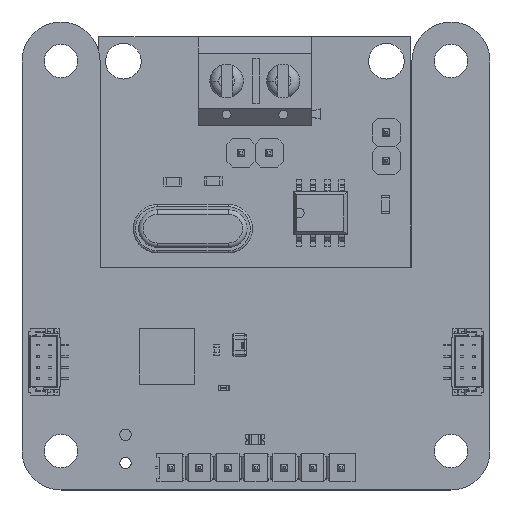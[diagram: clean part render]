
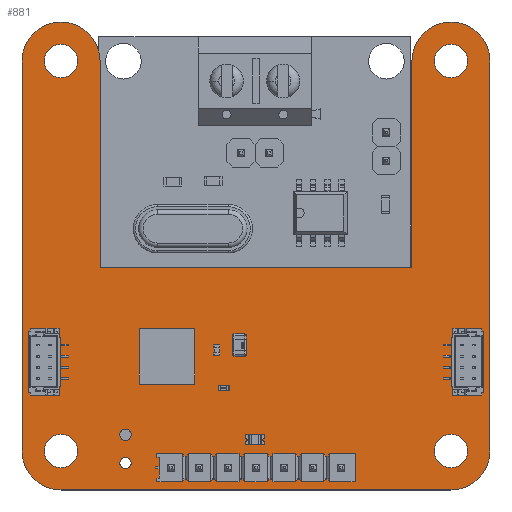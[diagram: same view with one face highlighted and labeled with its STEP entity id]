
A CAD part, top view. The second image highlights one B-rep face of the part: STEP entity #881.
In plain terms, the highlighted planar face has unit normal (0, 0, 1).
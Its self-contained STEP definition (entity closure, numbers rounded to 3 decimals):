
#84 = VERTEX_POINT('',#85);
#85 = CARTESIAN_POINT('',(0.,3.5,0.197));
#91 = EDGE_CURVE('',#84,#92,#94,.T.);
#92 = VERTEX_POINT('',#93);
#93 = CARTESIAN_POINT('',(0.,38.5,0.197));
#94 = LINE('',#95,#96);
#95 = CARTESIAN_POINT('',(0.,3.5,0.197));
#96 = VECTOR('',#97,1.);
#97 = DIRECTION('',(0.,1.,0.));
#122 = EDGE_CURVE('',#92,#123,#125,.T.);
#123 = VERTEX_POINT('',#124);
#124 = CARTESIAN_POINT('',(7.,38.5,0.197));
#125 = CIRCLE('',#126,3.5);
#126 = AXIS2_PLACEMENT_3D('',#127,#128,#129);
#127 = CARTESIAN_POINT('',(3.5,38.5,0.197));
#128 = DIRECTION('',(0.,0.,-1.));
#129 = DIRECTION('',(-1.,0.,0.));
#155 = EDGE_CURVE('',#123,#156,#158,.T.);
#156 = VERTEX_POINT('',#157);
#157 = CARTESIAN_POINT('',(7.,20.,0.197));
#158 = LINE('',#159,#160);
#159 = CARTESIAN_POINT('',(7.,38.5,0.197));
#160 = VECTOR('',#161,1.);
#161 = DIRECTION('',(0.,-1.,0.));
#186 = EDGE_CURVE('',#156,#187,#189,.T.);
#187 = VERTEX_POINT('',#188);
#188 = CARTESIAN_POINT('',(35.,20.,0.197));
#189 = LINE('',#190,#191);
#190 = CARTESIAN_POINT('',(7.,20.,0.197));
#191 = VECTOR('',#192,1.);
#192 = DIRECTION('',(1.,0.,0.));
#217 = EDGE_CURVE('',#187,#218,#220,.T.);
#218 = VERTEX_POINT('',#219);
#219 = CARTESIAN_POINT('',(35.,38.5,0.197));
#220 = LINE('',#221,#222);
#221 = CARTESIAN_POINT('',(35.,20.,0.197));
#222 = VECTOR('',#223,1.);
#223 = DIRECTION('',(0.,1.,0.));
#248 = EDGE_CURVE('',#218,#249,#251,.T.);
#249 = VERTEX_POINT('',#250);
#250 = CARTESIAN_POINT('',(42.,38.5,0.197));
#251 = CIRCLE('',#252,3.5);
#252 = AXIS2_PLACEMENT_3D('',#253,#254,#255);
#253 = CARTESIAN_POINT('',(38.5,38.5,0.197));
#254 = DIRECTION('',(0.,0.,-1.));
#255 = DIRECTION('',(-1.,0.,0.));
#281 = EDGE_CURVE('',#249,#282,#284,.T.);
#282 = VERTEX_POINT('',#283);
#283 = CARTESIAN_POINT('',(42.,3.5,0.197));
#284 = LINE('',#285,#286);
#285 = CARTESIAN_POINT('',(42.,38.5,0.197));
#286 = VECTOR('',#287,1.);
#287 = DIRECTION('',(0.,-1.,0.));
#312 = EDGE_CURVE('',#282,#313,#315,.T.);
#313 = VERTEX_POINT('',#314);
#314 = CARTESIAN_POINT('',(38.5,0.,0.197));
#315 = CIRCLE('',#316,3.5);
#316 = AXIS2_PLACEMENT_3D('',#317,#318,#319);
#317 = CARTESIAN_POINT('',(38.5,3.5,0.197));
#318 = DIRECTION('',(0.,0.,-1.));
#319 = DIRECTION('',(1.,0.,0.));
#345 = EDGE_CURVE('',#313,#346,#348,.T.);
#346 = VERTEX_POINT('',#347);
#347 = CARTESIAN_POINT('',(3.5,0.,0.197));
#348 = LINE('',#349,#350);
#349 = CARTESIAN_POINT('',(38.5,0.,0.197));
#350 = VECTOR('',#351,1.);
#351 = DIRECTION('',(-1.,0.,0.));
#376 = EDGE_CURVE('',#346,#84,#377,.T.);
#377 = CIRCLE('',#378,3.5);
#378 = AXIS2_PLACEMENT_3D('',#379,#380,#381);
#379 = CARTESIAN_POINT('',(3.5,3.5,0.197));
#380 = DIRECTION('',(0.,0.,-1.));
#381 = DIRECTION('',(0.,-1.,0.));
#402 = VERTEX_POINT('',#403);
#403 = CARTESIAN_POINT('',(9.798,2.42,0.197));
#409 = EDGE_CURVE('',#402,#402,#410,.T.);
#410 = CIRCLE('',#411,0.508);
#411 = AXIS2_PLACEMENT_3D('',#412,#413,#414);
#412 = CARTESIAN_POINT('',(9.29,2.42,0.197));
#413 = DIRECTION('',(0.,0.,1.));
#414 = DIRECTION('',(1.,0.,-0.));
#435 = VERTEX_POINT('',#436);
#436 = CARTESIAN_POINT('',(16.43,2.,0.197));
#442 = EDGE_CURVE('',#435,#435,#443,.T.);
#443 = CIRCLE('',#444,0.51);
#444 = AXIS2_PLACEMENT_3D('',#445,#446,#447);
#445 = CARTESIAN_POINT('',(15.92,2.,0.197));
#446 = DIRECTION('',(0.,0.,1.));
#447 = DIRECTION('',(1.,0.,-0.));
#468 = VERTEX_POINT('',#469);
#469 = CARTESIAN_POINT('',(13.89,2.,0.197));
#475 = EDGE_CURVE('',#468,#468,#476,.T.);
#476 = CIRCLE('',#477,0.51);
#477 = AXIS2_PLACEMENT_3D('',#478,#479,#480);
#478 = CARTESIAN_POINT('',(13.38,2.,0.197));
#479 = DIRECTION('',(0.,0.,1.));
#480 = DIRECTION('',(1.,0.,-0.));
#501 = VERTEX_POINT('',#502);
#502 = CARTESIAN_POINT('',(5.,38.5,0.197));
#508 = EDGE_CURVE('',#501,#501,#509,.T.);
#509 = CIRCLE('',#510,1.5);
#510 = AXIS2_PLACEMENT_3D('',#511,#512,#513);
#511 = CARTESIAN_POINT('',(3.5,38.5,0.197));
#512 = DIRECTION('',(0.,0.,1.));
#513 = DIRECTION('',(1.,0.,-0.));
#534 = VERTEX_POINT('',#535);
#535 = CARTESIAN_POINT('',(5.,3.5,0.197));
#541 = EDGE_CURVE('',#534,#534,#542,.T.);
#542 = CIRCLE('',#543,1.5);
#543 = AXIS2_PLACEMENT_3D('',#544,#545,#546);
#544 = CARTESIAN_POINT('',(3.5,3.5,0.197));
#545 = DIRECTION('',(0.,0.,1.));
#546 = DIRECTION('',(1.,0.,-0.));
#567 = VERTEX_POINT('',#568);
#568 = CARTESIAN_POINT('',(9.798,4.96,0.197));
#574 = EDGE_CURVE('',#567,#567,#575,.T.);
#575 = CIRCLE('',#576,0.508);
#576 = AXIS2_PLACEMENT_3D('',#577,#578,#579);
#577 = CARTESIAN_POINT('',(9.29,4.96,0.197));
#578 = DIRECTION('',(0.,0.,1.));
#579 = DIRECTION('',(1.,0.,-0.));
#600 = VERTEX_POINT('',#601);
#601 = CARTESIAN_POINT('',(18.97,2.,0.197));
#607 = EDGE_CURVE('',#600,#600,#608,.T.);
#608 = CIRCLE('',#609,0.51);
#609 = AXIS2_PLACEMENT_3D('',#610,#611,#612);
#610 = CARTESIAN_POINT('',(18.46,2.,0.197));
#611 = DIRECTION('',(0.,0.,1.));
#612 = DIRECTION('',(1.,0.,-0.));
#633 = VERTEX_POINT('',#634);
#634 = CARTESIAN_POINT('',(24.05,2.,0.197));
#640 = EDGE_CURVE('',#633,#633,#641,.T.);
#641 = CIRCLE('',#642,0.51);
#642 = AXIS2_PLACEMENT_3D('',#643,#644,#645);
#643 = CARTESIAN_POINT('',(23.54,2.,0.197));
#644 = DIRECTION('',(0.,0.,1.));
#645 = DIRECTION('',(1.,0.,-0.));
#666 = VERTEX_POINT('',#667);
#667 = CARTESIAN_POINT('',(21.51,2.,0.197));
#673 = EDGE_CURVE('',#666,#666,#674,.T.);
#674 = CIRCLE('',#675,0.51);
#675 = AXIS2_PLACEMENT_3D('',#676,#677,#678);
#676 = CARTESIAN_POINT('',(21.,2.,0.197));
#677 = DIRECTION('',(0.,0.,1.));
#678 = DIRECTION('',(1.,0.,-0.));
#699 = VERTEX_POINT('',#700);
#700 = CARTESIAN_POINT('',(29.13,2.,0.197));
#706 = EDGE_CURVE('',#699,#699,#707,.T.);
#707 = CIRCLE('',#708,0.51);
#708 = AXIS2_PLACEMENT_3D('',#709,#710,#711);
#709 = CARTESIAN_POINT('',(28.62,2.,0.197));
#710 = DIRECTION('',(0.,0.,1.));
#711 = DIRECTION('',(1.,0.,-0.));
#732 = VERTEX_POINT('',#733);
#733 = CARTESIAN_POINT('',(26.59,2.,0.197));
#739 = EDGE_CURVE('',#732,#732,#740,.T.);
#740 = CIRCLE('',#741,0.51);
#741 = AXIS2_PLACEMENT_3D('',#742,#743,#744);
#742 = CARTESIAN_POINT('',(26.08,2.,0.197));
#743 = DIRECTION('',(0.,0.,1.));
#744 = DIRECTION('',(1.,0.,-0.));
#765 = VERTEX_POINT('',#766);
#766 = CARTESIAN_POINT('',(40.,3.5,0.197));
#772 = EDGE_CURVE('',#765,#765,#773,.T.);
#773 = CIRCLE('',#774,1.5);
#774 = AXIS2_PLACEMENT_3D('',#775,#776,#777);
#775 = CARTESIAN_POINT('',(38.5,3.5,0.197));
#776 = DIRECTION('',(0.,0.,1.));
#777 = DIRECTION('',(1.,0.,-0.));
#798 = VERTEX_POINT('',#799);
#799 = CARTESIAN_POINT('',(40.,38.5,0.197));
#805 = EDGE_CURVE('',#798,#798,#806,.T.);
#806 = CIRCLE('',#807,1.5);
#807 = AXIS2_PLACEMENT_3D('',#808,#809,#810);
#808 = CARTESIAN_POINT('',(38.5,38.5,0.197));
#809 = DIRECTION('',(0.,0.,1.));
#810 = DIRECTION('',(1.,0.,-0.));
#881 = ADVANCED_FACE('',(#882,#894,#897,#900,#903,#906,#909,#912,#915,
    #918,#921,#924,#927,#930),#933,.F.);
#882 = FACE_BOUND('',#883,.F.);
#883 = EDGE_LOOP('',(#884,#885,#886,#887,#888,#889,#890,#891,#892,#893)
  );
#884 = ORIENTED_EDGE('',*,*,#91,.T.);
#885 = ORIENTED_EDGE('',*,*,#122,.T.);
#886 = ORIENTED_EDGE('',*,*,#155,.T.);
#887 = ORIENTED_EDGE('',*,*,#186,.T.);
#888 = ORIENTED_EDGE('',*,*,#217,.T.);
#889 = ORIENTED_EDGE('',*,*,#248,.T.);
#890 = ORIENTED_EDGE('',*,*,#281,.T.);
#891 = ORIENTED_EDGE('',*,*,#312,.T.);
#892 = ORIENTED_EDGE('',*,*,#345,.T.);
#893 = ORIENTED_EDGE('',*,*,#376,.T.);
#894 = FACE_BOUND('',#895,.F.);
#895 = EDGE_LOOP('',(#896));
#896 = ORIENTED_EDGE('',*,*,#409,.T.);
#897 = FACE_BOUND('',#898,.F.);
#898 = EDGE_LOOP('',(#899));
#899 = ORIENTED_EDGE('',*,*,#442,.T.);
#900 = FACE_BOUND('',#901,.F.);
#901 = EDGE_LOOP('',(#902));
#902 = ORIENTED_EDGE('',*,*,#475,.T.);
#903 = FACE_BOUND('',#904,.F.);
#904 = EDGE_LOOP('',(#905));
#905 = ORIENTED_EDGE('',*,*,#508,.T.);
#906 = FACE_BOUND('',#907,.F.);
#907 = EDGE_LOOP('',(#908));
#908 = ORIENTED_EDGE('',*,*,#541,.T.);
#909 = FACE_BOUND('',#910,.F.);
#910 = EDGE_LOOP('',(#911));
#911 = ORIENTED_EDGE('',*,*,#574,.T.);
#912 = FACE_BOUND('',#913,.F.);
#913 = EDGE_LOOP('',(#914));
#914 = ORIENTED_EDGE('',*,*,#607,.T.);
#915 = FACE_BOUND('',#916,.F.);
#916 = EDGE_LOOP('',(#917));
#917 = ORIENTED_EDGE('',*,*,#640,.T.);
#918 = FACE_BOUND('',#919,.F.);
#919 = EDGE_LOOP('',(#920));
#920 = ORIENTED_EDGE('',*,*,#673,.T.);
#921 = FACE_BOUND('',#922,.F.);
#922 = EDGE_LOOP('',(#923));
#923 = ORIENTED_EDGE('',*,*,#706,.T.);
#924 = FACE_BOUND('',#925,.F.);
#925 = EDGE_LOOP('',(#926));
#926 = ORIENTED_EDGE('',*,*,#739,.T.);
#927 = FACE_BOUND('',#928,.F.);
#928 = EDGE_LOOP('',(#929));
#929 = ORIENTED_EDGE('',*,*,#772,.T.);
#930 = FACE_BOUND('',#931,.F.);
#931 = EDGE_LOOP('',(#932));
#932 = ORIENTED_EDGE('',*,*,#805,.T.);
#933 = PLANE('',#934);
#934 = AXIS2_PLACEMENT_3D('',#935,#936,#937);
#935 = CARTESIAN_POINT('',(21.,19.704,0.197));
#936 = DIRECTION('',(-0.,-0.,-1.));
#937 = DIRECTION('',(-1.,0.,0.));
